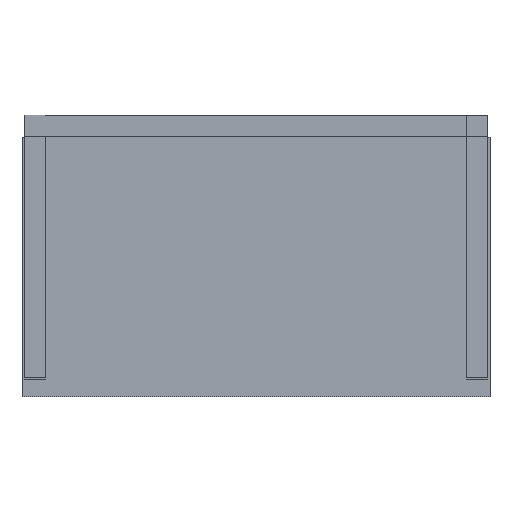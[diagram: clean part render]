
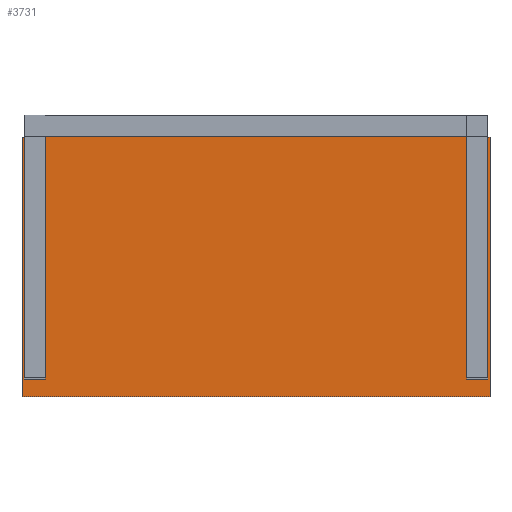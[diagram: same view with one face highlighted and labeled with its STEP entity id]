
A CAD part, top view. The second image highlights one B-rep face of the part: STEP entity #3731.
In plain terms, the highlighted planar face has unit normal (0, 0, 1).
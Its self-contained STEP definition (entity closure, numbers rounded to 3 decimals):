
#2271=EDGE_CURVE('',#2823,#2909,#6055,.T.);
#2355=VERTEX_POINT('',#6149);
#2405=VERTEX_POINT('',#6204);
#2439=VERTEX_POINT('',#6240);
#2507=EDGE_CURVE('',#2909,#4797,#6320,.T.);
#2823=VERTEX_POINT('',#6662);
#2909=VERTEX_POINT('',#6758);
#2985=VERTEX_POINT('',#6841);
#3045=EDGE_CURVE('',#2985,#2405,#6907,.T.);
#3511=EDGE_CURVE('',#4261,#4345,#7418,.T.);
#3731=ADVANCED_FACE('',(#7668),#7669,.T.);
#3951=EDGE_CURVE('',#4797,#2355,#7910,.T.);
#4261=VERTEX_POINT('',#8249);
#4345=VERTEX_POINT('',#8338);
#4427=VERTEX_POINT('',#8430);
#4501=EDGE_CURVE('',#4345,#2439,#8515,.T.);
#4551=EDGE_CURVE('',#2355,#4261,#8572,.T.);
#4797=VERTEX_POINT('',#8840);
#4853=EDGE_CURVE('',#2405,#4427,#8900,.T.);
#5001=EDGE_CURVE('',#2439,#2985,#9061,.T.);
#5075=EDGE_CURVE('',#2823,#4427,#9148,.T.);
#6055=LINE('',#10427,#10428);
#6149=CARTESIAN_POINT('',(-5.0,550.0,1000.0));
#6204=CARTESIAN_POINT('',(945.0,550.0,1000.0));
#6240=CARTESIAN_POINT('',(995.0,550.0,1000.0));
#6320=LINE('',#10791,#10792);
#6662=CARTESIAN_POINT('',(45.0,595.0,1000.0));
#6758=CARTESIAN_POINT('',(45.0,550.0,1000.0));
#6841=CARTESIAN_POINT('',(990.0,550.0,1000.0));
#6907=LINE('',#11752,#11753);
#7418=LINE('',#12602,#12603);
#7668=FACE_OUTER_BOUND('',#12966,.T.);
#7669=PLANE('',#12967);
#7910=LINE('',#13377,#13378);
#8249=CARTESIAN_POINT('',(-5.0,-5.0,1000.0));
#8338=CARTESIAN_POINT('',(995.0,-5.0,1000.0));
#8430=CARTESIAN_POINT('',(945.0,595.0,1000.0));
#8515=LINE('',#14415,#14416);
#8572=LINE('',#14504,#14505);
#8840=CARTESIAN_POINT('',(0.0,550.0,1000.0));
#8900=LINE('',#15001,#15002);
#9061=LINE('',#15276,#15277);
#9148=LINE('',#15410,#15411);
#10427=CARTESIAN_POINT('',(45.0,595.0,1000.0));
#10428=VECTOR('',#16891,1.0);
#10791=CARTESIAN_POINT('',(495.0,550.0,1000.0));
#10792=VECTOR('',#17203,1.0);
#11752=CARTESIAN_POINT('',(495.0,550.0,1000.0));
#11753=VECTOR('',#17783,1.0);
#12602=CARTESIAN_POINT('',(495.0,-5.0,1000.0));
#12603=VECTOR('',#18327,1.0);
#12966=EDGE_LOOP('',(#18661,#18662,#18663,#18664,#18665,#18666,#18667,#18668,#18669,#18670));
#12967=AXIS2_PLACEMENT_3D('',#18671,#18672,#18673);
#13377=CARTESIAN_POINT('',(495.0,550.0,1000.0));
#13378=VECTOR('',#18928,1.0);
#14415=CARTESIAN_POINT('',(995.0,272.5,1000.0));
#14416=VECTOR('',#19603,1.0);
#14504=CARTESIAN_POINT('',(-5.0,272.5,1000.0));
#14505=VECTOR('',#19680,1.0);
#15001=CARTESIAN_POINT('',(945.0,595.0,1000.0));
#15002=VECTOR('',#20039,1.0);
#15276=CARTESIAN_POINT('',(495.0,550.0,1000.0));
#15277=VECTOR('',#20206,1.0);
#15410=CARTESIAN_POINT('',(45.0,595.0,1000.0));
#15411=VECTOR('',#20341,1.0);
#16891=DIRECTION('',(0.0,-1.0,0.0));
#17203=DIRECTION('',(-1.0,0.0,0.0));
#17783=DIRECTION('',(-1.0,0.0,0.0));
#18327=DIRECTION('',(1.0,0.0,0.0));
#18661=ORIENTED_EDGE('',*,*,#4501,.T.);
#18662=ORIENTED_EDGE('',*,*,#5001,.T.);
#18663=ORIENTED_EDGE('',*,*,#3045,.T.);
#18664=ORIENTED_EDGE('',*,*,#4853,.T.);
#18665=ORIENTED_EDGE('',*,*,#5075,.F.);
#18666=ORIENTED_EDGE('',*,*,#2271,.T.);
#18667=ORIENTED_EDGE('',*,*,#2507,.T.);
#18668=ORIENTED_EDGE('',*,*,#3951,.T.);
#18669=ORIENTED_EDGE('',*,*,#4551,.T.);
#18670=ORIENTED_EDGE('',*,*,#3511,.T.);
#18671=CARTESIAN_POINT('',(495.0,272.5,1000.0));
#18672=DIRECTION('',(0.0,0.0,1.0));
#18673=DIRECTION('',(1.0,0.0,0.0));
#18928=DIRECTION('',(-1.0,0.0,0.0));
#19603=DIRECTION('',(0.0,1.0,0.0));
#19680=DIRECTION('',(0.0,-1.0,0.0));
#20039=DIRECTION('',(0.0,1.0,0.0));
#20206=DIRECTION('',(-1.0,0.0,0.0));
#20341=DIRECTION('',(1.0,0.0,0.0));
